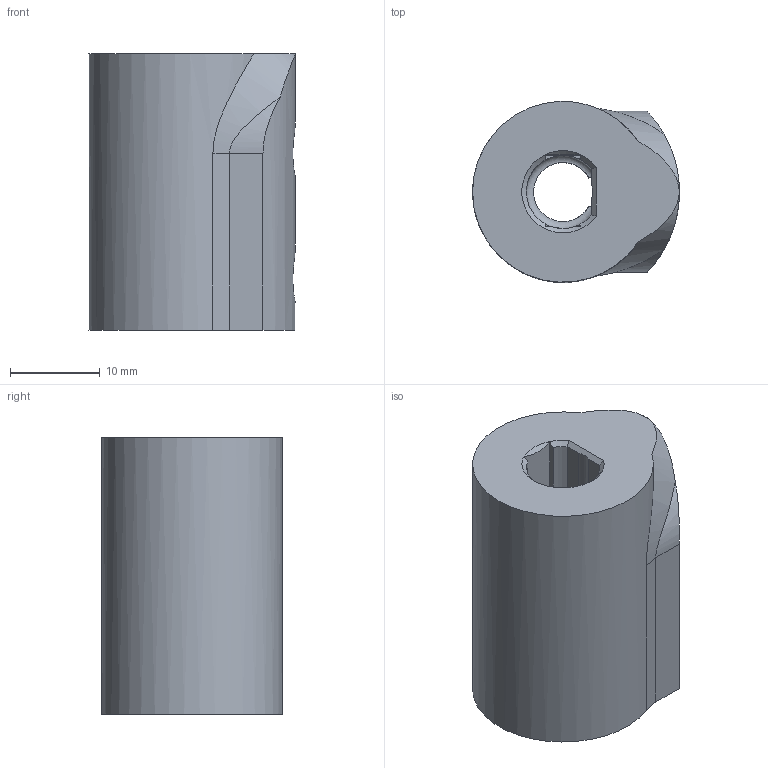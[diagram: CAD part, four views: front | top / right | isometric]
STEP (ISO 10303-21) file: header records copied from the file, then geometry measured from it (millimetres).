
FILE_DESCRIPTION( ( 'Unknown' ), '1' );
FILE_NAME( 'Z-motor-coupling.stp', 'Unknown', ( 'Ed Sells' ), ( 'University of Bath' ), 'XStep 1.0', 'Solid Edge v19', ' ' );
FILE_SCHEMA( ( 'CONFIG_CONTROL_DESIGN' ) );
Length unit declared in the file: millimetre
Products named in the file (1): 1
Bounding box: 23.1 x 20.18 x 30.88 mm (x, y, z)
Volume: 9201.5 mm3; surface area: 3995.2 mm2
Topology: 1 solids, 1 shells, 67 faces, 189 edges, 124 vertices
Faces by surface type: plane 46, cylinder 17, cone 2, bspline 1, torus 1
Entity records: 2557 total; most frequent: CARTESIAN_POINT 792, ORIENTED_EDGE 378, DIRECTION 334, EDGE_CURVE 189, VERTEX_POINT 124, LINE 112, VECTOR 112, AXIS2_PLACEMENT_3D 111
